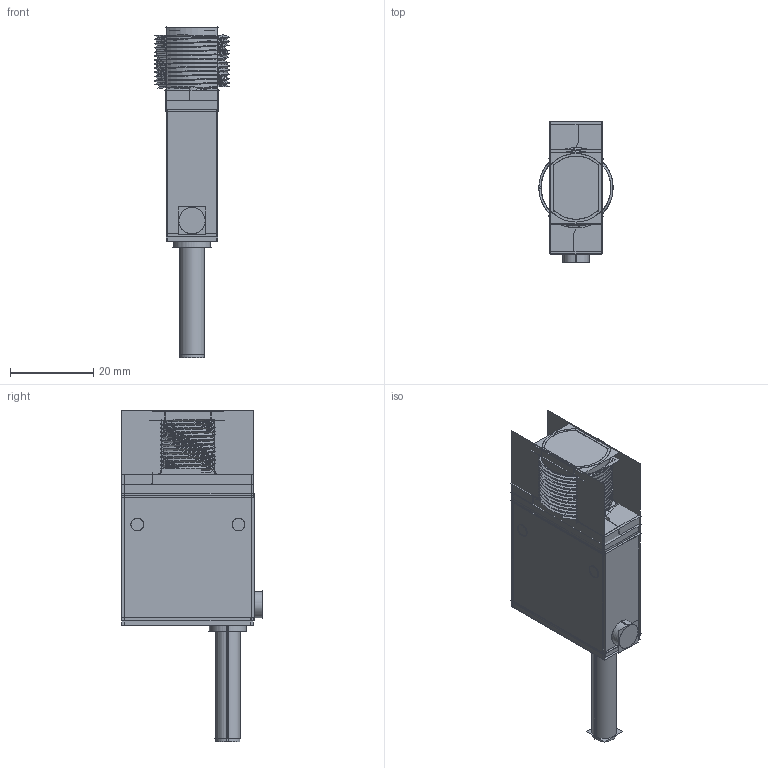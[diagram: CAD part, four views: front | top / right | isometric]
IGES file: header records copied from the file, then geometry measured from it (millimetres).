
Start section:  PTC IGES file: 154455.igs
Global section: file name: 154455.igs; native system: Creo Parametric by Parametric Technology Corporation; preprocessor: 2013230; author: PDMAdmin; organization: Unknown; date: 20160406.161128; units: millimetre
Bounding box: 17.86 x 33.94 x 79.97 mm (x, y, z)
Volume: 7192.7 mm3; surface area: 73908.3 mm2
Topology: 8 solids, 8 shells, 1004 faces, 5068 edges, 6319 vertices
Faces by surface type: bspline 626, revolution 378
